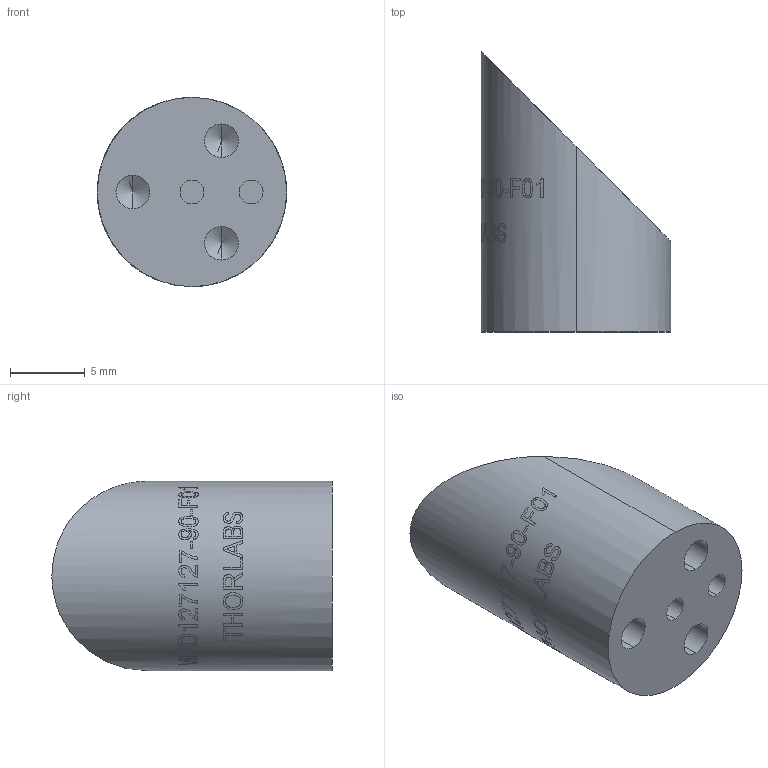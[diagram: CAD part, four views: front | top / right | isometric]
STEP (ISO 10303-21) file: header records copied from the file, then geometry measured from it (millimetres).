
FILE_DESCRIPTION (( 'STEP AP203' ), '1' );
FILE_NAME ('24686-E0W.STEP', '2013-02-22T21:12:07', ( 'Admin' ), ( '' ), 'SwSTEP 2.0', 'SolidWorks 2012', '' );
FILE_SCHEMA (( 'CONFIG_CONTROL_DESIGN' ));
Length unit declared in the file: millimetre
Products named in the file (1): 24686-E0W
Bounding box: 12.7 x 18.8 x 12.7 mm (x, y, z)
Volume: 1465.4 mm3; surface area: 918.7 mm2
Topology: 1 solids, 1 shells, 57 faces, 310 edges, 288 vertices
Faces by surface type: cylinder 46, cone 6, plane 3, bspline 2
Entity records: 5509 total; most frequent: CARTESIAN_POINT 3033, ORIENTED_EDGE 608, DIRECTION 368, EDGE_CURVE 304, VERTEX_POINT 288, AXIS2_PLACEMENT_3D 149, B_SPLINE_CURVE_WITH_KNOTS 141, EDGE_LOOP 96
